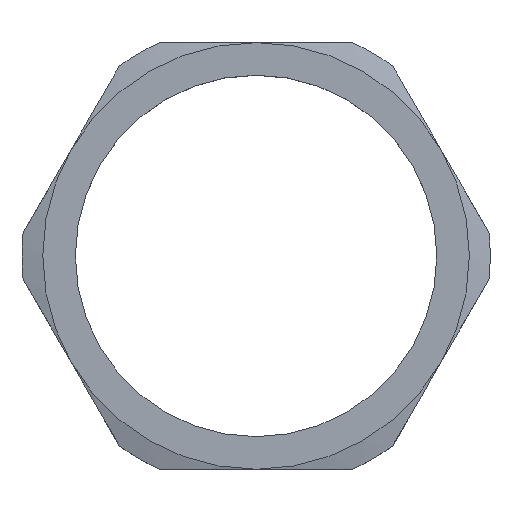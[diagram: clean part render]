
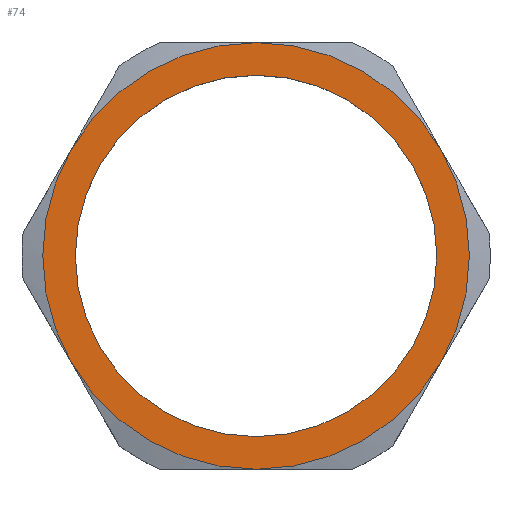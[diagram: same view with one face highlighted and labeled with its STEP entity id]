
A CAD part, top view. The second image highlights one B-rep face of the part: STEP entity #74.
In plain terms, the highlighted planar face has unit normal (0, 0, 1).
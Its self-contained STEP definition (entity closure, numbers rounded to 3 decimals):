
#39 = ORIENTED_EDGE ( 'NONE', *, *, #169, .F. ) ;
#46 = VERTEX_POINT ( 'NONE', #617 ) ;
#59 = VERTEX_POINT ( 'NONE', #609 ) ;
#66 = VERTEX_POINT ( 'NONE', #666 ) ;
#70 = AXIS2_PLACEMENT_3D ( 'NONE', #588, #578, #577 ) ;
#74 = ADVANCED_FACE ( 'NONE', ( #399, #438 ), #449, .T. ) ;
#103 = ORIENTED_EDGE ( 'NONE', *, *, #149, .F. ) ;
#113 = VERTEX_POINT ( 'NONE', #753 ) ;
#121 = EDGE_CURVE ( 'NONE', #66, #459, #341, .T. ) ;
#127 = EDGE_CURVE ( 'NONE', #459, #153, #384, .T. ) ;
#134 = ORIENTED_EDGE ( 'NONE', *, *, #194, .F. ) ;
#149 = EDGE_CURVE ( 'NONE', #153, #771, #372, .T. ) ;
#153 = VERTEX_POINT ( 'NONE', #640 ) ;
#169 = EDGE_CURVE ( 'NONE', #771, #46, #450, .T. ) ;
#176 = EDGE_LOOP ( 'NONE', ( #603, #223 ) ) ;
#182 = EDGE_CURVE ( 'NONE', #235, #113, #482, .T. ) ;
#194 = EDGE_CURVE ( 'NONE', #46, #59, #465, .T. ) ;
#202 = AXIS2_PLACEMENT_3D ( 'NONE', #699, #698, #697 ) ;
#209 = EDGE_CURVE ( 'NONE', #59, #66, #487, .T. ) ;
#212 = EDGE_CURVE ( 'NONE', #113, #235, #535, .T. ) ;
#223 = ORIENTED_EDGE ( 'NONE', *, *, #182, .F. ) ;
#225 = AXIS2_PLACEMENT_3D ( 'NONE', #635, #634, #631 ) ;
#235 = VERTEX_POINT ( 'NONE', #389 ) ;
#274 = CARTESIAN_POINT ( 'NONE',  ( 0., -18., 2.5 ) ) ;
#329 = CARTESIAN_POINT ( 'NONE',  ( 15.588, 9., 2.5 ) ) ;
#339 = ORIENTED_EDGE ( 'NONE', *, *, #127, .F. ) ;
#341 = CIRCLE ( 'NONE', #440, 18. ) ;
#342 = AXIS2_PLACEMENT_3D ( 'NONE', #417, #416, #413 ) ;
#372 = CIRCLE ( 'NONE', #225, 18. ) ;
#384 = CIRCLE ( 'NONE', #202, 18. ) ;
#389 = CARTESIAN_POINT ( 'NONE',  ( -15.25, 0., 2.5 ) ) ;
#399 = FACE_BOUND ( 'NONE', #176, .T. ) ;
#412 = DIRECTION ( 'NONE',  ( 1., 0., 0. ) ) ;
#413 = DIRECTION ( 'NONE',  ( 1., 0., 0. ) ) ;
#416 = DIRECTION ( 'NONE',  ( 0., 0., 1. ) ) ;
#417 = CARTESIAN_POINT ( 'NONE',  ( 0., 0., 2.5 ) ) ;
#438 = FACE_OUTER_BOUND ( 'NONE', #470, .T. ) ;
#440 = AXIS2_PLACEMENT_3D ( 'NONE', #717, #716, #714 ) ;
#443 = DIRECTION ( 'NONE',  ( 0., 0., 1. ) ) ;
#445 = DIRECTION ( 'NONE',  ( 0., 1., 0. ) ) ;
#447 = DIRECTION ( 'NONE',  ( 0., 0., -1. ) ) ;
#448 = CARTESIAN_POINT ( 'NONE',  ( 0., 0., 2.5 ) ) ;
#449 = PLANE ( 'NONE',  #794 ) ;
#450 = CIRCLE ( 'NONE', #70, 18. ) ;
#459 = VERTEX_POINT ( 'NONE', #329 ) ;
#461 = CARTESIAN_POINT ( 'NONE',  ( 0., 0., 2.5 ) ) ;
#465 = CIRCLE ( 'NONE', #799, 18. ) ;
#470 = EDGE_LOOP ( 'NONE', ( #692, #782, #134, #39, #103, #339 ) ) ;
#482 = CIRCLE ( 'NONE', #710, 15.25 ) ;
#487 = CIRCLE ( 'NONE', #618, 18. ) ;
#510 = DIRECTION ( 'NONE',  ( 0., 1., 0. ) ) ;
#513 = DIRECTION ( 'NONE',  ( 0., 0., -1. ) ) ;
#515 = CARTESIAN_POINT ( 'NONE',  ( 0., 0., 2.5 ) ) ;
#535 = CIRCLE ( 'NONE', #342, 15.25 ) ;
#542 = DIRECTION ( 'NONE',  ( 1., 0., 0. ) ) ;
#544 = DIRECTION ( 'NONE',  ( 0., 0., 1. ) ) ;
#546 = CARTESIAN_POINT ( 'NONE',  ( 0., 0., 2.5 ) ) ;
#577 = DIRECTION ( 'NONE',  ( 0., 1., 0. ) ) ;
#578 = DIRECTION ( 'NONE',  ( 0., 0., -1. ) ) ;
#588 = CARTESIAN_POINT ( 'NONE',  ( 0., 0., 2.5 ) ) ;
#603 = ORIENTED_EDGE ( 'NONE', *, *, #212, .F. ) ;
#609 = CARTESIAN_POINT ( 'NONE',  ( -15.588, 9., 2.5 ) ) ;
#617 = CARTESIAN_POINT ( 'NONE',  ( -15.588, -9., 2.5 ) ) ;
#618 = AXIS2_PLACEMENT_3D ( 'NONE', #448, #447, #445 ) ;
#631 = DIRECTION ( 'NONE',  ( 0., 1., 0. ) ) ;
#634 = DIRECTION ( 'NONE',  ( 0., 0., -1. ) ) ;
#635 = CARTESIAN_POINT ( 'NONE',  ( 0., 0., 2.5 ) ) ;
#640 = CARTESIAN_POINT ( 'NONE',  ( 15.588, -9., 2.5 ) ) ;
#666 = CARTESIAN_POINT ( 'NONE',  ( 0., 18., 2.5 ) ) ;
#692 = ORIENTED_EDGE ( 'NONE', *, *, #121, .F. ) ;
#697 = DIRECTION ( 'NONE',  ( 0., 1., 0. ) ) ;
#698 = DIRECTION ( 'NONE',  ( 0., 0., -1. ) ) ;
#699 = CARTESIAN_POINT ( 'NONE',  ( 0., 0., 2.5 ) ) ;
#710 = AXIS2_PLACEMENT_3D ( 'NONE', #546, #544, #542 ) ;
#714 = DIRECTION ( 'NONE',  ( 0., 1., 0. ) ) ;
#716 = DIRECTION ( 'NONE',  ( 0., 0., -1. ) ) ;
#717 = CARTESIAN_POINT ( 'NONE',  ( 0., 0., 2.5 ) ) ;
#753 = CARTESIAN_POINT ( 'NONE',  ( 15.25, 0., 2.5 ) ) ;
#771 = VERTEX_POINT ( 'NONE', #274 ) ;
#782 = ORIENTED_EDGE ( 'NONE', *, *, #209, .F. ) ;
#794 = AXIS2_PLACEMENT_3D ( 'NONE', #461, #443, #412 ) ;
#799 = AXIS2_PLACEMENT_3D ( 'NONE', #515, #513, #510 ) ;
